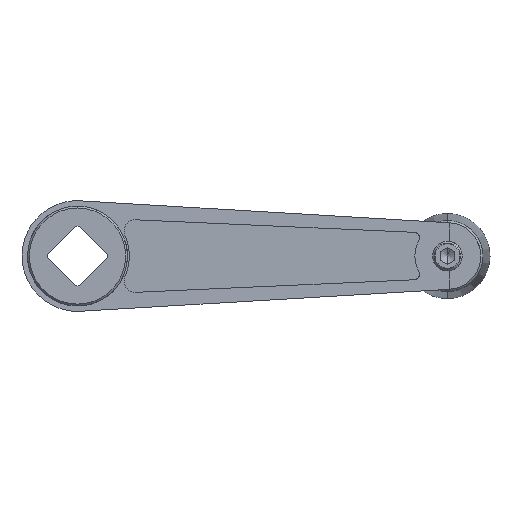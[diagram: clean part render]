
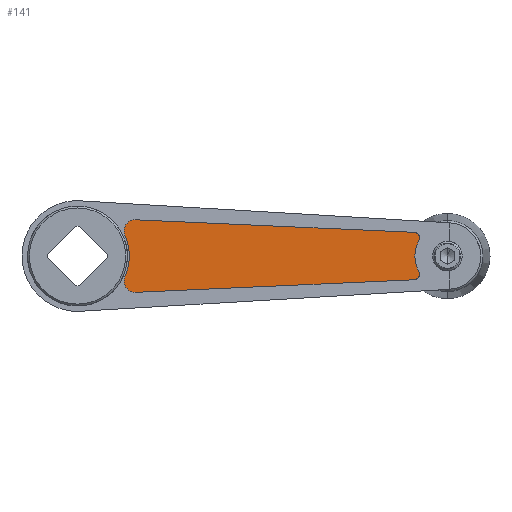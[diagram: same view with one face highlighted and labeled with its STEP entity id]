
A CAD part, left-side view. The second image highlights one B-rep face of the part: STEP entity #141.
In plain terms, the highlighted planar face has unit normal (-1, 0, 0).
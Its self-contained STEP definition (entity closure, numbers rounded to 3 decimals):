
#141=ADVANCED_FACE('',(#316),#317,.F.);
#316=FACE_OUTER_BOUND('',#533,.T.);
#317=PLANE('',#534);
#533=EDGE_LOOP('',(#1006,#1007,#1008,#1009,#1010,#1011,#1012,#1013));
#534=AXIS2_PLACEMENT_3D('',#1014,#1015,#1016);
#1006=ORIENTED_EDGE('',*,*,#1468,.T.);
#1007=ORIENTED_EDGE('',*,*,#1464,.T.);
#1008=ORIENTED_EDGE('',*,*,#1460,.T.);
#1009=ORIENTED_EDGE('',*,*,#1456,.T.);
#1010=ORIENTED_EDGE('',*,*,#1484,.T.);
#1011=ORIENTED_EDGE('',*,*,#1480,.T.);
#1012=ORIENTED_EDGE('',*,*,#1476,.T.);
#1013=ORIENTED_EDGE('',*,*,#1472,.T.);
#1014=CARTESIAN_POINT('',(25.0,-51.388,0.));
#1015=DIRECTION('',(1.0,0.0,0.0));
#1016=DIRECTION('',(0.0,0.0,-1.0));
#1456=EDGE_CURVE('',#1729,#1727,#1730,.T.);
#1460=EDGE_CURVE('',#1735,#1729,#1736,.T.);
#1464=EDGE_CURVE('',#1741,#1735,#1742,.T.);
#1468=EDGE_CURVE('',#1747,#1741,#1748,.T.);
#1472=EDGE_CURVE('',#1753,#1747,#1754,.T.);
#1476=EDGE_CURVE('',#1759,#1753,#1760,.T.);
#1480=EDGE_CURVE('',#1765,#1759,#1766,.T.);
#1484=EDGE_CURVE('',#1727,#1765,#1770,.T.);
#1727=VERTEX_POINT('',#2207);
#1729=VERTEX_POINT('',#2210);
#1730=LINE('',#2211,#2212);
#1735=VERTEX_POINT('',#2218);
#1736=CIRCLE('',#2219,3.);
#1741=VERTEX_POINT('',#2225);
#1742=CIRCLE('',#2226,14.0);
#1747=VERTEX_POINT('',#2232);
#1748=CIRCLE('',#2233,3.);
#1753=VERTEX_POINT('',#2240);
#1754=LINE('',#2241,#2242);
#1759=VERTEX_POINT('',#2248);
#1760=CIRCLE('',#2249,1.5);
#1765=VERTEX_POINT('',#2255);
#1766=CIRCLE('',#2256,8.8);
#1770=CIRCLE('',#2261,1.5);
#2207=CARTESIAN_POINT('',(25.0,-91.015,-6.412));
#2210=CARTESIAN_POINT('',(25.0,-15.713,-9.803));
#2211=CARTESIAN_POINT('',(25.0,-15.713,-9.803));
#2212=VECTOR('',#2640,10.0);
#2218=CARTESIAN_POINT('',(25.0,-12.829,-5.605));
#2219=AXIS2_PLACEMENT_3D('',#2645,#2646,#2647);
#2225=CARTESIAN_POINT('',(25.0,-12.829,5.605));
#2226=AXIS2_PLACEMENT_3D('',#2652,#2653,#2654);
#2232=CARTESIAN_POINT('',(25.0,-15.713,9.803));
#2233=AXIS2_PLACEMENT_3D('',#2659,#2660,#2661);
#2240=CARTESIAN_POINT('',(25.0,-91.015,6.412));
#2241=CARTESIAN_POINT('',(25.0,-91.015,6.412));
#2242=VECTOR('',#2664,10.0);
#2248=CARTESIAN_POINT('',(25.0,-92.266,4.198));
#2249=AXIS2_PLACEMENT_3D('',#2669,#2670,#2671);
#2255=CARTESIAN_POINT('',(25.0,-92.266,-4.198));
#2256=AXIS2_PLACEMENT_3D('',#2676,#2677,#2678);
#2261=AXIS2_PLACEMENT_3D('',#2683,#2684,#2685);
#2640=DIRECTION('',(0.,-0.999,0.045));
#2645=CARTESIAN_POINT('',(25.0,-15.578,-6.806));
#2646=DIRECTION('',(-1.0,0.,0.));
#2647=DIRECTION('',(0.,0.916,0.4));
#2652=CARTESIAN_POINT('',(25.0,0.0,0.));
#2653=DIRECTION('',(1.0,0.,0.));
#2654=DIRECTION('',(0.,0.916,0.4));
#2659=CARTESIAN_POINT('',(25.0,-15.578,6.806));
#2660=DIRECTION('',(-1.0,0.,0.));
#2661=DIRECTION('',(0.,-0.045,0.999));
#2664=DIRECTION('',(0.,0.999,0.045));
#2669=CARTESIAN_POINT('',(25.0,-90.947,4.913));
#2670=DIRECTION('',(-1.0,0.,0.));
#2671=DIRECTION('',(0.,-0.879,-0.477));
#2676=CARTESIAN_POINT('',(25.0,-100.0,0.));
#2677=DIRECTION('',(1.0,0.,0.));
#2678=DIRECTION('',(0.,-0.879,-0.477));
#2683=CARTESIAN_POINT('',(25.0,-90.947,-4.913));
#2684=DIRECTION('',(-1.0,0.,0.));
#2685=DIRECTION('',(0.,-0.045,-0.999));
